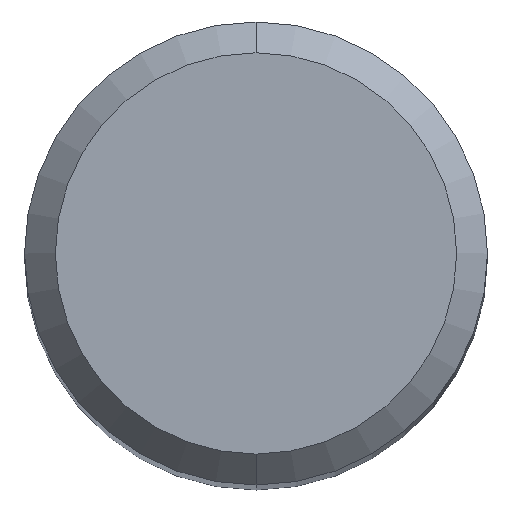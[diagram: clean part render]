
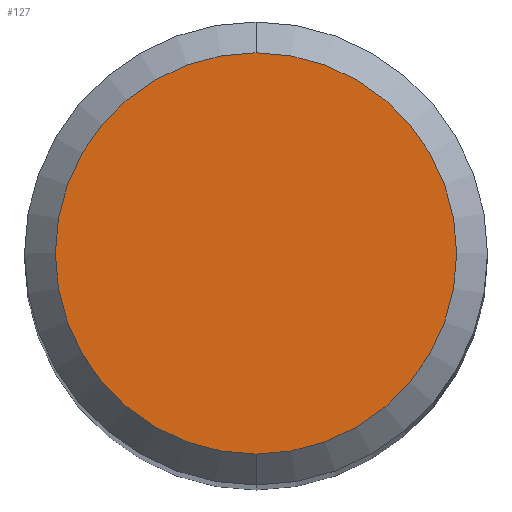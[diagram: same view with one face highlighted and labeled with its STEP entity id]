
A CAD part, top view. The second image highlights one B-rep face of the part: STEP entity #127.
In plain terms, the highlighted planar face has unit normal (0, 0, 1).
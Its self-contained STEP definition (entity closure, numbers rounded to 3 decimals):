
#127=ADVANCED_FACE('',(#284),#285,.T.);
#199=VERTEX_POINT('',#363);
#201=EDGE_CURVE('',#199,#221,#365,.T.);
#221=VERTEX_POINT('',#389);
#227=EDGE_CURVE('',#221,#199,#395,.T.);
#284=FACE_OUTER_BOUND('',#449,.T.);
#285=PLANE('',#450);
#363=CARTESIAN_POINT('',(0.0,2.6,0.0));
#365=CIRCLE('',#558,2.6);
#389=CARTESIAN_POINT('',(0.,-2.6,0.0));
#395=CIRCLE('',#597,2.6);
#449=EDGE_LOOP('',(#656,#657));
#450=AXIS2_PLACEMENT_3D('',#658,#659,#660);
#558=AXIS2_PLACEMENT_3D('',#748,#749,#750);
#597=AXIS2_PLACEMENT_3D('',#790,#791,#792);
#656=ORIENTED_EDGE('',*,*,#201,.F.);
#657=ORIENTED_EDGE('',*,*,#227,.F.);
#658=CARTESIAN_POINT('',(0.0,1.3,0.0));
#659=DIRECTION('',(-0.0,0.0,1.0));
#660=DIRECTION('',(0.0,-1.0,0.0));
#748=CARTESIAN_POINT('',(0.0,0.0,0.0));
#749=DIRECTION('',(0.0,0.0,-1.0));
#750=DIRECTION('',(0.0,1.0,0.0));
#790=CARTESIAN_POINT('',(0.0,0.0,0.0));
#791=DIRECTION('',(0.0,0.0,-1.0));
#792=DIRECTION('',(0.0,1.0,0.0));
